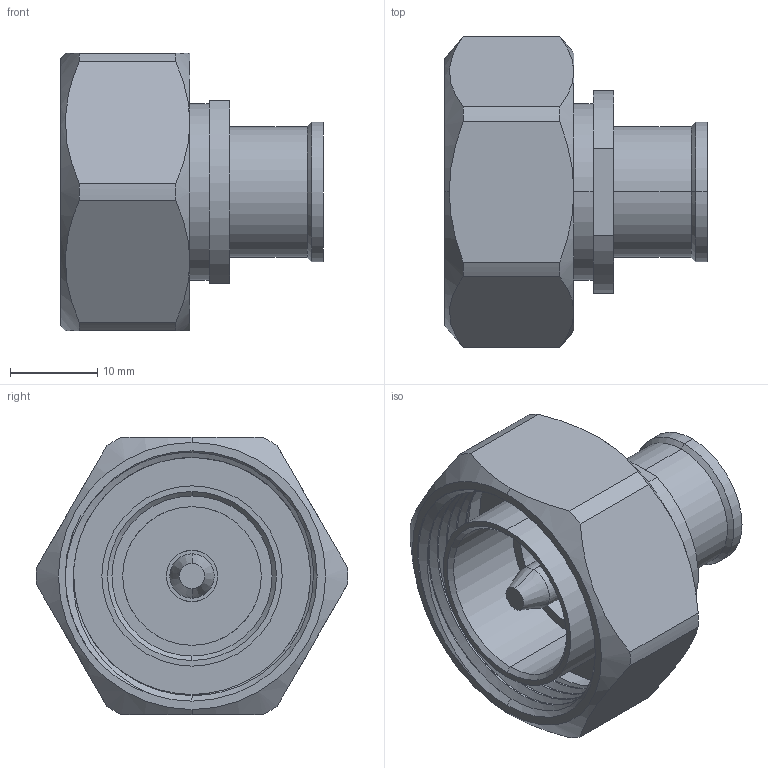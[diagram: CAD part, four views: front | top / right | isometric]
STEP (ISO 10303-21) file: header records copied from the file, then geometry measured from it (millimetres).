
FILE_DESCRIPTION (( 'STEP AP214' ), '1' );
FILE_NAME ('TC-SPP500-716M-LP.step', '2021-05-04T14:32:39', ( '' ), ( '' ), 'SwSTEP 2.0', 'SolidWorks 2020', '' );
FILE_SCHEMA (( 'AUTOMOTIVE_DESIGN' ));
Length unit declared in the file: inch
Products named in the file (1): TC-SPP500-716M-LP
Bounding box: 30 x 35.58 x 31.75 mm (x, y, z)
Volume: 8994.5 mm3; surface area: 8235.1 mm2
Topology: 3 solids, 3 shells, 100 faces, 236 edges, 147 vertices
Faces by surface type: cylinder 48, cone 25, plane 24, bspline 3
Entity records: 4174 total; most frequent: CARTESIAN_POINT 1895, ORIENTED_EDGE 468, DIRECTION 454, EDGE_CURVE 234, AXIS2_PLACEMENT_3D 187, VERTEX_POINT 147, EDGE_LOOP 113, ADVANCED_FACE 100
